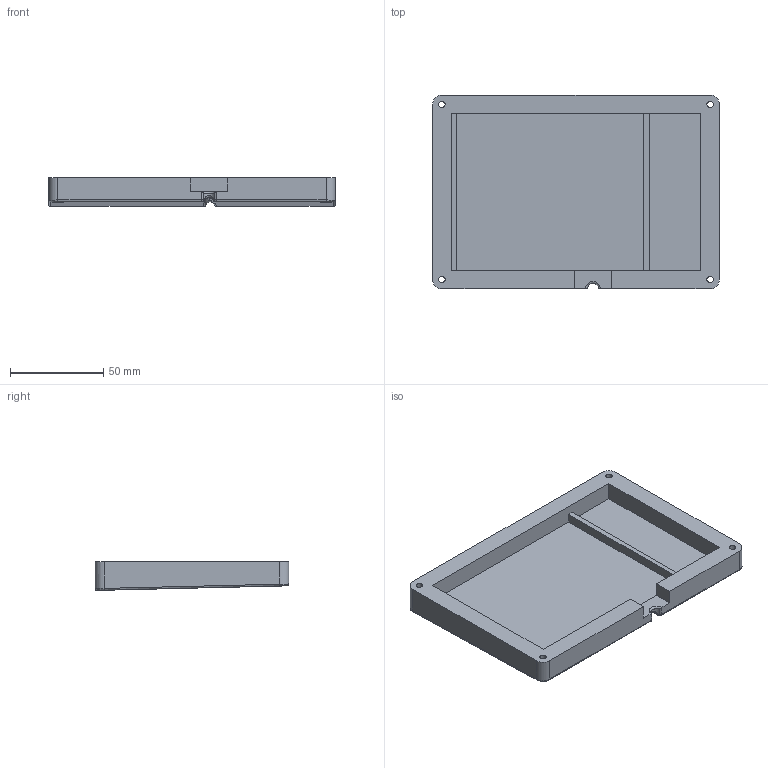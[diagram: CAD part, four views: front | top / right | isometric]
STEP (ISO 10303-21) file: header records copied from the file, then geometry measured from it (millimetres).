
FILE_DESCRIPTION(/* description */ (''),/* implementation_level */ '2;1');
FILE_NAME(/* name */ 'Housing Bottom Final.step',/* time_stamp */ '2025-12-05T15:35:02+11:00',/* author */ (''),/* organization */ (''),/* preprocessor_version */ 'ST-DEVELOPER v20.1',/* originating_system */ 'Autodesk Translation Framework v14.21.0.0',/* authorisation */ '');
FILE_SCHEMA (('AUTOMOTIVE_DESIGN { 1 0 10303 214 3 1 1 }'));
Length unit declared in the file: millimetre
Products named in the file (1): Housing Bottom Final
Bounding box: 153.8 x 103.9 x 15.48 mm (x, y, z)
Volume: 113893.2 mm3; surface area: 44782.6 mm2
Topology: 1 solids, 1 shells, 65 faces, 151 edges, 92 vertices
Faces by surface type: plane 26, cylinder 21, bspline 11, sphere 6, torus 1
Full cylindrical faces by diameter (mm): 3.4 x4, 6 x4
Entity records: 2191 total; most frequent: CARTESIAN_POINT 666, DIRECTION 313, ORIENTED_EDGE 302, EDGE_CURVE 151, AXIS2_PLACEMENT_3D 117, VERTEX_POINT 92, LINE 79, VECTOR 79
